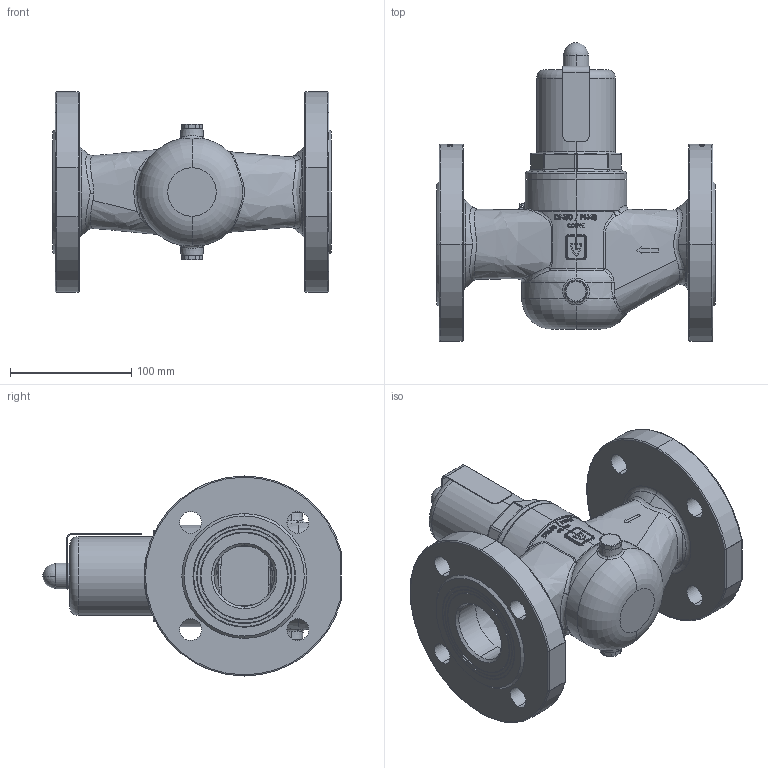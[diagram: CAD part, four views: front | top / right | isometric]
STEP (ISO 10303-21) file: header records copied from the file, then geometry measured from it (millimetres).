
FILE_DESCRIPTION (( 'STEP AP214' ), '1' );
FILE_NAME ('631mGFO-50 Dummy.STEP', '2012-02-24T09:02:26', ( 'Blankenhorn' ), ( '' ), 'SwSTEP 2.0', 'SolidWorks 2011', '' );
FILE_SCHEMA (( 'AUTOMOTIVE_DESIGN' ));
Length unit declared in the file: millimetre
Products named in the file (1): 631mGFO-50 Dummy
Bounding box: 230 x 246.2 x 165 mm (x, y, z)
Volume: 1189248.3 mm3; surface area: 280587.9 mm2
Topology: 9 solids, 9 shells, 1315 faces, 3334 edges, 2116 vertices
Faces by surface type: plane 493, bspline 303, cylinder 285, cone 110, torus 102, sphere 22
Entity records: 76836 total; most frequent: CARTESIAN_POINT 33199, ORIENTED_EDGE 6618, DIRECTION 5206, EDGE_CURVE 3309, VERTEX_POINT 2113, AXIS2_PLACEMENT_3D 1951, EDGE_LOOP 1454, UNCERTAINTY_MEASURE_WITH_UNIT 1326
